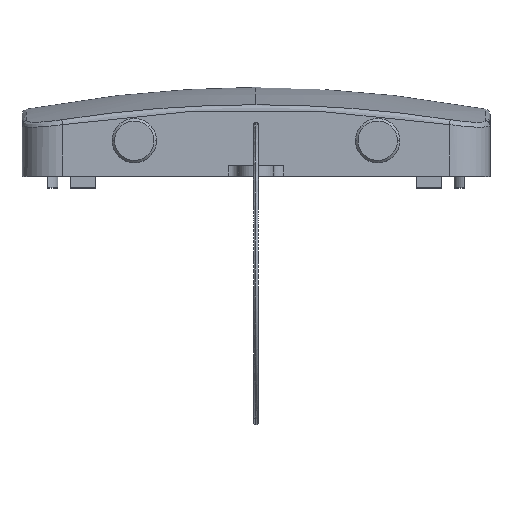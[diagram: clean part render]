
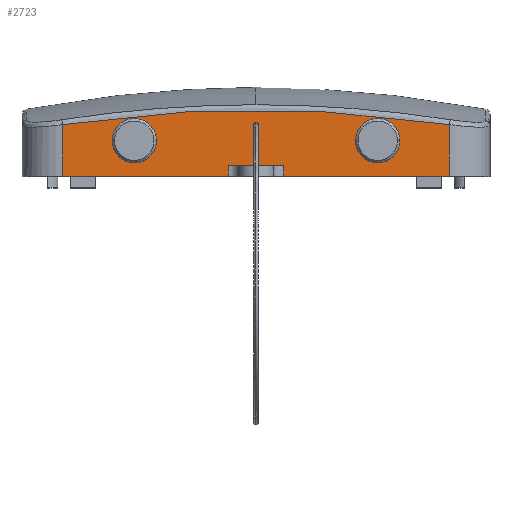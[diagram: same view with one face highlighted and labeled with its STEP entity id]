
A CAD part, top view. The second image highlights one B-rep face of the part: STEP entity #2723.
In plain terms, the highlighted planar face has unit normal (0, 0, 1).
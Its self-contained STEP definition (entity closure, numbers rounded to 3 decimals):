
#71 = CARTESIAN_POINT ( 'NONE',  ( -38.125, 0., 41.625 ) ) ;
#169 = DIRECTION ( 'NONE',  ( 0., -1., 0. ) ) ;
#342 = AXIS2_PLACEMENT_3D ( 'NONE', #4553, #908, #5129 ) ;
#370 = EDGE_CURVE ( 'NONE', #6464, #1200, #7621, .T. ) ;
#469 = CARTESIAN_POINT ( 'NONE',  ( -28.375, 7., 41.625 ) ) ;
#478 = VERTEX_POINT ( 'NONE', #1353 ) ;
#502 = CARTESIAN_POINT ( 'NONE',  ( -5.449, 2.1, 41.625 ) ) ;
#560 = AXIS2_PLACEMENT_3D ( 'NONE', #3426, #7597, #4029 ) ;
#661 = ORIENTED_EDGE ( 'NONE', *, *, #5269, .F. ) ;
#663 = CARTESIAN_POINT ( 'NONE',  ( -38.125, 2.1, 41.625 ) ) ;
#723 = DIRECTION ( 'NONE',  ( -1., 0., 0. ) ) ;
#746 = VERTEX_POINT ( 'NONE', #5711 ) ;
#809 = LINE ( 'NONE', #1598, #4050 ) ;
#883 = VECTOR ( 'NONE', #3803, 1000. ) ;
#908 = DIRECTION ( 'NONE',  ( 0., 0., 1. ) ) ;
#946 = EDGE_CURVE ( 'NONE', #7778, #5189, #2743, .T. ) ;
#1038 = VECTOR ( 'NONE', #6452, 1000. ) ;
#1094 = EDGE_CURVE ( 'NONE', #6998, #7778, #809, .T. ) ;
#1116 = FACE_OUTER_BOUND ( 'NONE', #3832, .T. ) ;
#1200 = VERTEX_POINT ( 'NONE', #2074 ) ;
#1346 = ORIENTED_EDGE ( 'NONE', *, *, #370, .F. ) ;
#1353 = CARTESIAN_POINT ( 'NONE',  ( 19.625, 7., 41.625 ) ) ;
#1414 = CARTESIAN_POINT ( 'NONE',  ( -38.125, 20., 41.625 ) ) ;
#1448 = CARTESIAN_POINT ( 'NONE',  ( -38.125, 10.172, 41.625 ) ) ;
#1468 = EDGE_LOOP ( 'NONE', ( #1346, #3311 ) ) ;
#1549 = EDGE_CURVE ( 'NONE', #1200, #6464, #3474, .T. ) ;
#1598 = CARTESIAN_POINT ( 'NONE',  ( 5.449, 20., 41.625 ) ) ;
#1602 = VECTOR ( 'NONE', #723, 1000. ) ;
#1719 = VECTOR ( 'NONE', #169, 1000. ) ;
#1728 = CARTESIAN_POINT ( 'NONE',  ( 38.125, 10.172, 41.625 ) ) ;
#1836 = ORIENTED_EDGE ( 'NONE', *, *, #7590, .F. ) ;
#2046 = EDGE_LOOP ( 'NONE', ( #4871, #6116 ) ) ;
#2074 = CARTESIAN_POINT ( 'NONE',  ( -19.625, 7., 41.625 ) ) ;
#2304 = CARTESIAN_POINT ( 'NONE',  ( 24., 7., 41.625 ) ) ;
#2321 = B_SPLINE_CURVE_WITH_KNOTS ( 'NONE', 3,
 ( #1728, #5362, #2373, #6564, #2976, #7162, #3591, #7760 ),
 .UNSPECIFIED., .F., .F.,
 ( 4, 2, 2, 4 ),
 ( 0., 0.038, 0.057, 0.076 ),
 .UNSPECIFIED. ) ;
#2353 = ORIENTED_EDGE ( 'NONE', *, *, #6137, .T. ) ;
#2355 = VECTOR ( 'NONE', #7072, 1000. ) ;
#2370 = CARTESIAN_POINT ( 'NONE',  ( -24., 7., 41.625 ) ) ;
#2373 = CARTESIAN_POINT ( 'NONE',  ( 12.785, 13.108, 41.625 ) ) ;
#2444 = DIRECTION ( 'NONE',  ( 1., 0., 0. ) ) ;
#2463 = LINE ( 'NONE', #4107, #5465 ) ;
#2523 = CARTESIAN_POINT ( 'NONE',  ( 38.125, 0., 41.625 ) ) ;
#2535 = FACE_BOUND ( 'NONE', #2046, .T. ) ;
#2636 = ORIENTED_EDGE ( 'NONE', *, *, #1094, .T. ) ;
#2705 = LINE ( 'NONE', #3220, #883 ) ;
#2723 = ADVANCED_FACE ( 'NONE', ( #2535, #1116, #5749 ), #4598, .F. ) ;
#2743 = LINE ( 'NONE', #71, #2355 ) ;
#2788 = EDGE_CURVE ( 'NONE', #478, #5490, #7039, .T. ) ;
#2829 = VERTEX_POINT ( 'NONE', #502 ) ;
#2913 = DIRECTION ( 'NONE',  ( -1., 0., 0. ) ) ;
#2974 = DIRECTION ( 'NONE',  ( -1., 0., 0. ) ) ;
#2976 = CARTESIAN_POINT ( 'NONE',  ( -12.682, 12.868, 41.625 ) ) ;
#3220 = CARTESIAN_POINT ( 'NONE',  ( 38.125, 20., 41.625 ) ) ;
#3311 = ORIENTED_EDGE ( 'NONE', *, *, #1549, .F. ) ;
#3426 = CARTESIAN_POINT ( 'NONE',  ( -38.125, 20., 41.625 ) ) ;
#3474 = CIRCLE ( 'NONE', #342, 4.375 ) ;
#3482 = CARTESIAN_POINT ( 'NONE',  ( 24., 7., 41.625 ) ) ;
#3591 = CARTESIAN_POINT ( 'NONE',  ( -31.799, 11.147, 41.625 ) ) ;
#3682 = ORIENTED_EDGE ( 'NONE', *, *, #5898, .T. ) ;
#3711 = LINE ( 'NONE', #5461, #6893 ) ;
#3722 = AXIS2_PLACEMENT_3D ( 'NONE', #2370, #6562, #2974 ) ;
#3803 = DIRECTION ( 'NONE',  ( 0., -1., 0. ) ) ;
#3832 = EDGE_LOOP ( 'NONE', ( #661, #3682, #2353, #7642, #4064, #1836, #4568, #2636, #7191 ) ) ;
#4029 = DIRECTION ( 'NONE',  ( -1., 0., 0. ) ) ;
#4050 = VECTOR ( 'NONE', #7008, 1000. ) ;
#4064 = ORIENTED_EDGE ( 'NONE', *, *, #6941, .T. ) ;
#4097 = DIRECTION ( 'NONE',  ( -1., 0., 0. ) ) ;
#4107 = CARTESIAN_POINT ( 'NONE',  ( -5.449, 20., 41.625 ) ) ;
#4133 = CARTESIAN_POINT ( 'NONE',  ( -38.125, 0., 41.625 ) ) ;
#4231 = AXIS2_PLACEMENT_3D ( 'NONE', #2304, #6501, #2913 ) ;
#4379 = CARTESIAN_POINT ( 'NONE',  ( 28.375, 7., 41.625 ) ) ;
#4511 = CARTESIAN_POINT ( 'NONE',  ( -5.449, 0., 41.625 ) ) ;
#4553 = CARTESIAN_POINT ( 'NONE',  ( -24., 7., 41.625 ) ) ;
#4568 = ORIENTED_EDGE ( 'NONE', *, *, #7834, .F. ) ;
#4598 = PLANE ( 'NONE',  #560 ) ;
#4626 = LINE ( 'NONE', #663, #1602 ) ;
#4871 = ORIENTED_EDGE ( 'NONE', *, *, #2788, .T. ) ;
#5129 = DIRECTION ( 'NONE',  ( -1., 0., 0. ) ) ;
#5189 = VERTEX_POINT ( 'NONE', #2523 ) ;
#5269 = EDGE_CURVE ( 'NONE', #746, #5189, #2705, .T. ) ;
#5348 = CARTESIAN_POINT ( 'NONE',  ( 5.449, 2.1, 41.625 ) ) ;
#5362 = CARTESIAN_POINT ( 'NONE',  ( 25.474, 12.122, 41.625 ) ) ;
#5452 = CARTESIAN_POINT ( 'NONE',  ( 5.449, 0., 41.625 ) ) ;
#5461 = CARTESIAN_POINT ( 'NONE',  ( -38.125, 0., 41.625 ) ) ;
#5465 = VECTOR ( 'NONE', #7074, 1000. ) ;
#5490 = VERTEX_POINT ( 'NONE', #4379 ) ;
#5638 = VERTEX_POINT ( 'NONE', #1448 ) ;
#5711 = CARTESIAN_POINT ( 'NONE',  ( 38.125, 10.172, 41.625 ) ) ;
#5749 = FACE_BOUND ( 'NONE', #1468, .T. ) ;
#5838 = EDGE_CURVE ( 'NONE', #5490, #478, #6424, .T. ) ;
#5898 = EDGE_CURVE ( 'NONE', #746, #5638, #2321, .T. ) ;
#5998 = EDGE_CURVE ( 'NONE', #7161, #7550, #3711, .T. ) ;
#6116 = ORIENTED_EDGE ( 'NONE', *, *, #5838, .T. ) ;
#6137 = EDGE_CURVE ( 'NONE', #5638, #7161, #6518, .T. ) ;
#6424 = CIRCLE ( 'NONE', #7196, 4.375 ) ;
#6452 = DIRECTION ( 'NONE',  ( -1., 0., 0. ) ) ;
#6464 = VERTEX_POINT ( 'NONE', #469 ) ;
#6501 = DIRECTION ( 'NONE',  ( 0., 0., -1. ) ) ;
#6518 = LINE ( 'NONE', #1414, #1719 ) ;
#6562 = DIRECTION ( 'NONE',  ( 0., 0., 1. ) ) ;
#6564 = CARTESIAN_POINT ( 'NONE',  ( -6.307, 13.113, 41.625 ) ) ;
#6893 = VECTOR ( 'NONE', #2444, 1000. ) ;
#6941 = EDGE_CURVE ( 'NONE', #7550, #2829, #2463, .T. ) ;
#6998 = VERTEX_POINT ( 'NONE', #5348 ) ;
#7008 = DIRECTION ( 'NONE',  ( 0., -1., 0. ) ) ;
#7039 = CIRCLE ( 'NONE', #4231, 4.375 ) ;
#7053 = CARTESIAN_POINT ( 'NONE',  ( -38.125, 2.1, 41.625 ) ) ;
#7057 = LINE ( 'NONE', #7053, #1038 ) ;
#7072 = DIRECTION ( 'NONE',  ( 1., 0., 0. ) ) ;
#7074 = DIRECTION ( 'NONE',  ( 0., 1., 0. ) ) ;
#7161 = VERTEX_POINT ( 'NONE', #4133 ) ;
#7162 = CARTESIAN_POINT ( 'NONE',  ( -25.445, 11.883, 41.625 ) ) ;
#7191 = ORIENTED_EDGE ( 'NONE', *, *, #946, .T. ) ;
#7196 = AXIS2_PLACEMENT_3D ( 'NONE', #3482, #7656, #4097 ) ;
#7550 = VERTEX_POINT ( 'NONE', #4511 ) ;
#7590 = EDGE_CURVE ( 'NONE', #7593, #2829, #7057, .T. ) ;
#7593 = VERTEX_POINT ( 'NONE', #7647 ) ;
#7597 = DIRECTION ( 'NONE',  ( 0., 0., -1. ) ) ;
#7621 = CIRCLE ( 'NONE', #3722, 4.375 ) ;
#7642 = ORIENTED_EDGE ( 'NONE', *, *, #5998, .T. ) ;
#7647 = CARTESIAN_POINT ( 'NONE',  ( 0., 2.1, 41.625 ) ) ;
#7656 = DIRECTION ( 'NONE',  ( 0., 0., -1. ) ) ;
#7760 = CARTESIAN_POINT ( 'NONE',  ( -38.125, 10.172, 41.625 ) ) ;
#7778 = VERTEX_POINT ( 'NONE', #5452 ) ;
#7834 = EDGE_CURVE ( 'NONE', #6998, #7593, #4626, .T. ) ;
